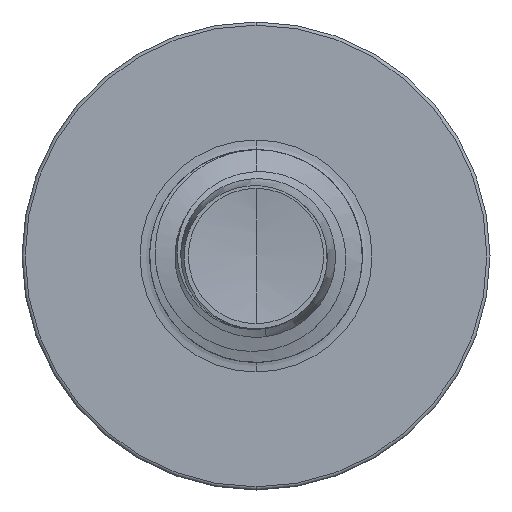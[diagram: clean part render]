
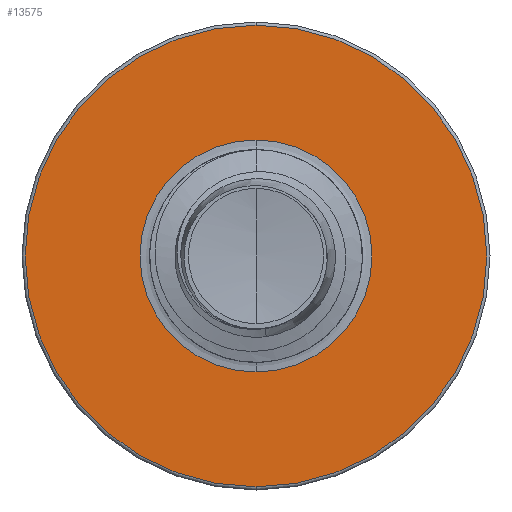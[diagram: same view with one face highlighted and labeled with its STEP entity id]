
A CAD part, front view. The second image highlights one B-rep face of the part: STEP entity #13575.
In plain terms, the highlighted planar face has unit normal (0, -1, 0).
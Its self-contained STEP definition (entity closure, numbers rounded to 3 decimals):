
#322 = EDGE_CURVE ( 'NONE', #2317, #11905, #16341, .T. ) ;
#360 = DIRECTION ( 'NONE',  ( 0., 0., 1. ) ) ;
#369 = DIRECTION ( 'NONE',  ( 0., 1., 0. ) ) ;
#420 = CARTESIAN_POINT ( 'NONE',  ( 0., 5.5, 0. ) ) ;
#1467 = DIRECTION ( 'NONE',  ( 0., 1., 0. ) ) ;
#1555 = DIRECTION ( 'NONE',  ( 0., 0., 1. ) ) ;
#2094 = CARTESIAN_POINT ( 'NONE',  ( 0., 5.5, 2.713 ) ) ;
#2317 = VERTEX_POINT ( 'NONE', #3192 ) ;
#3192 = CARTESIAN_POINT ( 'NONE',  ( 0., 5.5, -2.712 ) ) ;
#3566 = CARTESIAN_POINT ( 'NONE',  ( 0., 5.5, -1.363 ) ) ;
#3600 = DIRECTION ( 'NONE',  ( 0., 0., 1. ) ) ;
#3629 = DIRECTION ( 'NONE',  ( 0., 1., 0. ) ) ;
#3694 = CARTESIAN_POINT ( 'NONE',  ( 0., 5.5, -1.363 ) ) ;
#3996 = PLANE ( 'NONE',  #14644 ) ;
#6265 = ORIENTED_EDGE ( 'NONE', *, *, #322, .F. ) ;
#7562 = VERTEX_POINT ( 'NONE', #9462 ) ;
#9462 = CARTESIAN_POINT ( 'NONE',  ( 0., 5.5, 1.363 ) ) ;
#10441 = EDGE_CURVE ( 'NONE', #11905, #2317, #13021, .T. ) ;
#10850 = AXIS2_PLACEMENT_3D ( 'NONE', #13262, #13252, #13212 ) ;
#11110 = FACE_OUTER_BOUND ( 'NONE', #21485, .T. ) ;
#11905 = VERTEX_POINT ( 'NONE', #2094 ) ;
#13021 = CIRCLE ( 'NONE', #18206, 2.713 ) ;
#13212 = DIRECTION ( 'NONE',  ( 0., 0., 1. ) ) ;
#13252 = DIRECTION ( 'NONE',  ( 0., 1., 0. ) ) ;
#13262 = CARTESIAN_POINT ( 'NONE',  ( 0., 5.5, 0. ) ) ;
#13288 = ORIENTED_EDGE ( 'NONE', *, *, #19179, .T. ) ;
#13527 = DIRECTION ( 'NONE',  ( 0., 0., 1. ) ) ;
#13562 = DIRECTION ( 'NONE',  ( 0., 1., 0. ) ) ;
#13569 = CARTESIAN_POINT ( 'NONE',  ( 0., 5.5, 0. ) ) ;
#13575 = ADVANCED_FACE ( 'NONE', ( #11110, #20849 ), #3996, .F. ) ;
#13978 = ORIENTED_EDGE ( 'NONE', *, *, #17089, .T. ) ;
#14319 = CIRCLE ( 'NONE', #10850, 1.363 ) ;
#14644 = AXIS2_PLACEMENT_3D ( 'NONE', #3694, #3629, #3600 ) ;
#16341 = CIRCLE ( 'NONE', #21135, 2.713 ) ;
#16678 = AXIS2_PLACEMENT_3D ( 'NONE', #13569, #13562, #13527 ) ;
#17089 = EDGE_CURVE ( 'NONE', #19787, #7562, #14319, .T. ) ;
#18189 = CIRCLE ( 'NONE', #16678, 1.363 ) ;
#18206 = AXIS2_PLACEMENT_3D ( 'NONE', #420, #369, #360 ) ;
#19179 = EDGE_CURVE ( 'NONE', #7562, #19787, #18189, .T. ) ;
#19690 = EDGE_LOOP ( 'NONE', ( #13288, #13978 ) ) ;
#19787 = VERTEX_POINT ( 'NONE', #3566 ) ;
#20849 = FACE_BOUND ( 'NONE', #19690, .T. ) ;
#21122 = CARTESIAN_POINT ( 'NONE',  ( 0., 5.5, 0. ) ) ;
#21135 = AXIS2_PLACEMENT_3D ( 'NONE', #21122, #1467, #1555 ) ;
#21268 = ORIENTED_EDGE ( 'NONE', *, *, #10441, .F. ) ;
#21485 = EDGE_LOOP ( 'NONE', ( #21268, #6265 ) ) ;
